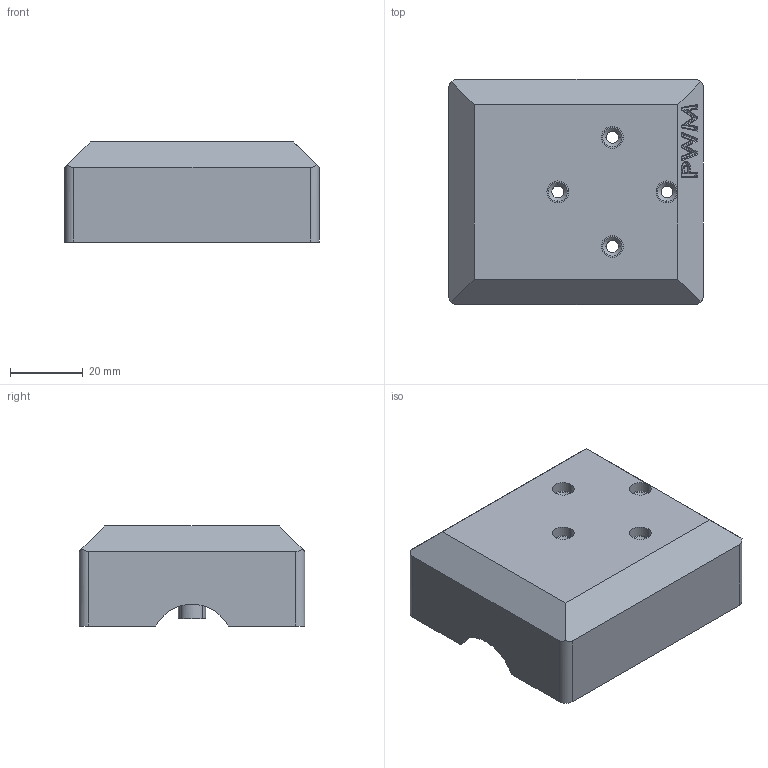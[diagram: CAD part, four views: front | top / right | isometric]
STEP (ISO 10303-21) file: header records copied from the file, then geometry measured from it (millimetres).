
FILE_DESCRIPTION (( 'STEP AP203' ), '1' );
FILE_NAME ('minitaur-motor-driver-cover_Default_sldprt.STEP', '2016-11-29T01:07:33', ( 'Alexander' ), ( '' ), 'SwSTEP 2.0', 'SolidWorks 2015', '' );
FILE_SCHEMA (( 'CONFIG_CONTROL_DESIGN' ));
Length unit declared in the file: millimetre
Products named in the file (1): minitaur-motor-driver-cover_Default_sldprt
Bounding box: 70 x 62 x 27.5 mm (x, y, z)
Volume: 26746.2 mm3; surface area: 21509.1 mm2
Topology: 1 solids, 1 shells, 212 faces, 537 edges, 337 vertices
Faces by surface type: plane 128, cylinder 48, bspline 28, cone 8
Entity records: 7893 total; most frequent: CARTESIAN_POINT 2960, ORIENTED_EDGE 1068, DIRECTION 917, EDGE_CURVE 534, VERTEX_POINT 335, LINE 335, VECTOR 335, AXIS2_PLACEMENT_3D 291
